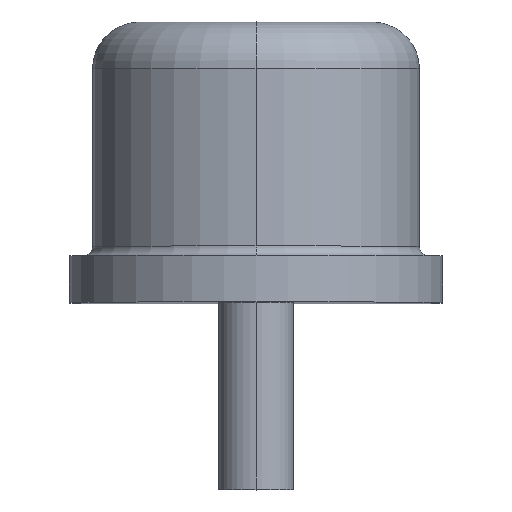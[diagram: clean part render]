
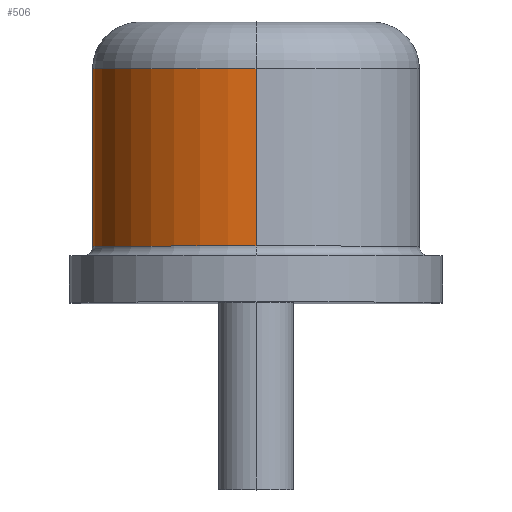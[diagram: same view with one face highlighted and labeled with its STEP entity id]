
A CAD part, top view. The second image highlights one B-rep face of the part: STEP entity #506.
In plain terms, the highlighted cylindrical face has radius 1.75 mm (diameter 3.5 mm), a partial arc.
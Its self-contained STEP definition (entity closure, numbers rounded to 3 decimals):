
#91 = VERTEX_POINT('',#92);
#92 = CARTESIAN_POINT('',(-26.162,0.6,-13.673));
#107 = TOROIDAL_SURFACE('',#108,1.85,0.1);
#108 = AXIS2_PLACEMENT_3D('',#109,#110,#111);
#109 = CARTESIAN_POINT('',(-26.162,0.6,-15.423));
#110 = DIRECTION('',(0.,1.,-0.));
#111 = DIRECTION('',(0.,0.,1.));
#134 = CYLINDRICAL_SURFACE('',#135,1.75);
#135 = AXIS2_PLACEMENT_3D('',#136,#137,#138);
#136 = CARTESIAN_POINT('',(-26.162,0.5,-15.423));
#137 = DIRECTION('',(0.,1.,0.));
#138 = DIRECTION('',(0.,-0.,1.));
#386 = EDGE_CURVE('',#387,#389,#391,.T.);
#387 = VERTEX_POINT('',#388);
#388 = CARTESIAN_POINT('',(-26.162,2.5,-13.673));
#389 = VERTEX_POINT('',#390);
#390 = CARTESIAN_POINT('',(-27.912,2.5,-15.423));
#391 = SURFACE_CURVE('',#392,(#397,#409),.PCURVE_S1.);
#392 = CIRCLE('',#393,1.75);
#393 = AXIS2_PLACEMENT_3D('',#394,#395,#396);
#394 = CARTESIAN_POINT('',(-26.162,2.5,-15.423));
#395 = DIRECTION('',(0.,-1.,0.));
#396 = DIRECTION('',(0.,0.,1.));
#397 = PCURVE('',#398,#403);
#398 = TOROIDAL_SURFACE('',#399,1.25,0.5);
#399 = AXIS2_PLACEMENT_3D('',#400,#401,#402);
#400 = CARTESIAN_POINT('',(-26.162,2.5,-15.423));
#401 = DIRECTION('',(0.,1.,-0.));
#402 = DIRECTION('',(0.,0.,1.));
#403 = DEFINITIONAL_REPRESENTATION('',(#404),#408);
#404 = LINE('',#405,#406);
#405 = CARTESIAN_POINT('',(6.283,0.));
#406 = VECTOR('',#407,1.);
#407 = DIRECTION('',(-1.,0.));
#408 = ( GEOMETRIC_REPRESENTATION_CONTEXT(2) 
PARAMETRIC_REPRESENTATION_CONTEXT() REPRESENTATION_CONTEXT('2D SPACE',''
  ) );
#409 = PCURVE('',#410,#415);
#410 = CYLINDRICAL_SURFACE('',#411,1.75);
#411 = AXIS2_PLACEMENT_3D('',#412,#413,#414);
#412 = CARTESIAN_POINT('',(-26.162,0.5,-15.423));
#413 = DIRECTION('',(0.,1.,0.));
#414 = DIRECTION('',(0.,-0.,1.));
#415 = DEFINITIONAL_REPRESENTATION('',(#416),#420);
#416 = LINE('',#417,#418);
#417 = CARTESIAN_POINT('',(6.283,2.));
#418 = VECTOR('',#419,1.);
#419 = DIRECTION('',(-1.,0.));
#420 = ( GEOMETRIC_REPRESENTATION_CONTEXT(2) 
PARAMETRIC_REPRESENTATION_CONTEXT() REPRESENTATION_CONTEXT('2D SPACE',''
  ) );
#506 = ADVANCED_FACE('',(#507),#410,.T.);
#507 = FACE_BOUND('',#508,.T.);
#508 = EDGE_LOOP('',(#509,#533,#554,#555));
#509 = ORIENTED_EDGE('',*,*,#510,.T.);
#510 = EDGE_CURVE('',#511,#91,#513,.T.);
#511 = VERTEX_POINT('',#512);
#512 = CARTESIAN_POINT('',(-27.912,0.6,-15.423));
#513 = SURFACE_CURVE('',#514,(#519,#526),.PCURVE_S1.);
#514 = CIRCLE('',#515,1.75);
#515 = AXIS2_PLACEMENT_3D('',#516,#517,#518);
#516 = CARTESIAN_POINT('',(-26.162,0.6,-15.423));
#517 = DIRECTION('',(0.,1.,-0.));
#518 = DIRECTION('',(0.,0.,1.));
#519 = PCURVE('',#410,#520);
#520 = DEFINITIONAL_REPRESENTATION('',(#521),#525);
#521 = LINE('',#522,#523);
#522 = CARTESIAN_POINT('',(0.,0.1));
#523 = VECTOR('',#524,1.);
#524 = DIRECTION('',(1.,0.));
#525 = ( GEOMETRIC_REPRESENTATION_CONTEXT(2) 
PARAMETRIC_REPRESENTATION_CONTEXT() REPRESENTATION_CONTEXT('2D SPACE',''
  ) );
#526 = PCURVE('',#107,#527);
#527 = DEFINITIONAL_REPRESENTATION('',(#528),#532);
#528 = LINE('',#529,#530);
#529 = CARTESIAN_POINT('',(0.,3.142));
#530 = VECTOR('',#531,1.);
#531 = DIRECTION('',(1.,0.));
#532 = ( GEOMETRIC_REPRESENTATION_CONTEXT(2) 
PARAMETRIC_REPRESENTATION_CONTEXT() REPRESENTATION_CONTEXT('2D SPACE',''
  ) );
#533 = ORIENTED_EDGE('',*,*,#534,.T.);
#534 = EDGE_CURVE('',#91,#387,#535,.T.);
#535 = SURFACE_CURVE('',#536,(#540,#547),.PCURVE_S1.);
#536 = LINE('',#537,#538);
#537 = CARTESIAN_POINT('',(-26.162,0.5,-13.673));
#538 = VECTOR('',#539,1.);
#539 = DIRECTION('',(0.,1.,0.));
#540 = PCURVE('',#410,#541);
#541 = DEFINITIONAL_REPRESENTATION('',(#542),#546);
#542 = LINE('',#543,#544);
#543 = CARTESIAN_POINT('',(6.283,0.));
#544 = VECTOR('',#545,1.);
#545 = DIRECTION('',(0.,1.));
#546 = ( GEOMETRIC_REPRESENTATION_CONTEXT(2) 
PARAMETRIC_REPRESENTATION_CONTEXT() REPRESENTATION_CONTEXT('2D SPACE',''
  ) );
#547 = PCURVE('',#134,#548);
#548 = DEFINITIONAL_REPRESENTATION('',(#549),#553);
#549 = LINE('',#550,#551);
#550 = CARTESIAN_POINT('',(0.,0.));
#551 = VECTOR('',#552,1.);
#552 = DIRECTION('',(0.,1.));
#553 = ( GEOMETRIC_REPRESENTATION_CONTEXT(2) 
PARAMETRIC_REPRESENTATION_CONTEXT() REPRESENTATION_CONTEXT('2D SPACE',''
  ) );
#554 = ORIENTED_EDGE('',*,*,#386,.T.);
#555 = ORIENTED_EDGE('',*,*,#556,.F.);
#556 = EDGE_CURVE('',#511,#389,#557,.T.);
#557 = SURFACE_CURVE('',#558,(#562,#569),.PCURVE_S1.);
#558 = LINE('',#559,#560);
#559 = CARTESIAN_POINT('',(-27.912,0.5,-15.423));
#560 = VECTOR('',#561,1.);
#561 = DIRECTION('',(0.,1.,0.));
#562 = PCURVE('',#410,#563);
#563 = DEFINITIONAL_REPRESENTATION('',(#564),#568);
#564 = LINE('',#565,#566);
#565 = CARTESIAN_POINT('',(4.712,0.));
#566 = VECTOR('',#567,1.);
#567 = DIRECTION('',(0.,1.));
#568 = ( GEOMETRIC_REPRESENTATION_CONTEXT(2) 
PARAMETRIC_REPRESENTATION_CONTEXT() REPRESENTATION_CONTEXT('2D SPACE',''
  ) );
#569 = PCURVE('',#570,#575);
#570 = PLANE('',#571);
#571 = AXIS2_PLACEMENT_3D('',#572,#573,#574);
#572 = CARTESIAN_POINT('',(-27.912,0.5,-15.423));
#573 = DIRECTION('',(-1.,0.,0.));
#574 = DIRECTION('',(0.,0.,-1.));
#575 = DEFINITIONAL_REPRESENTATION('',(#576),#580);
#576 = LINE('',#577,#578);
#577 = CARTESIAN_POINT('',(0.,0.));
#578 = VECTOR('',#579,1.);
#579 = DIRECTION('',(0.,-1.));
#580 = ( GEOMETRIC_REPRESENTATION_CONTEXT(2) 
PARAMETRIC_REPRESENTATION_CONTEXT() REPRESENTATION_CONTEXT('2D SPACE',''
  ) );
